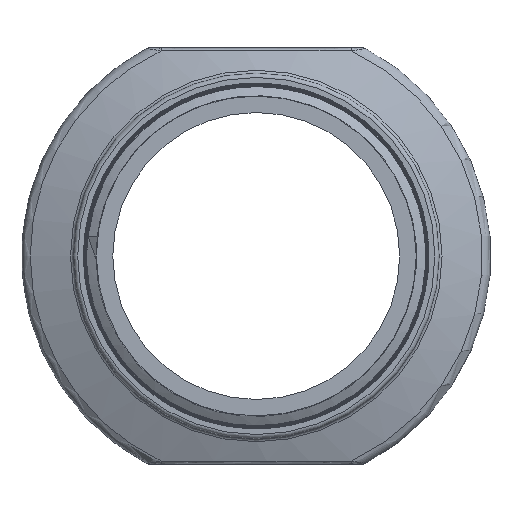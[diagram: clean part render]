
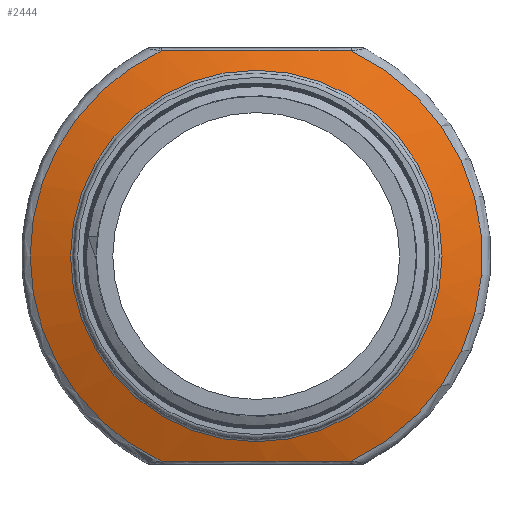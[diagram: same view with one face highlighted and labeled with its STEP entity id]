
A CAD part, left-side view. The second image highlights one B-rep face of the part: STEP entity #2444.
In plain terms, the highlighted conical face has half-angle 70 degrees and reference radius 36.957 mm.
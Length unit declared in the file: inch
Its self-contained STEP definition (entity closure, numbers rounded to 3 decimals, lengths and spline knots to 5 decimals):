
#144=CARTESIAN_POINT('',(-0.24355,-0.66345,-1.42931));
#145=VERTEX_POINT('',#144);
#153=CARTESIAN_POINT('',(-0.24355,0.66345,-1.42931));
#154=VERTEX_POINT('',#153);
#155=CARTESIAN_POINT('',(-0.24355,-0.66345,-1.42931));
#156=CARTESIAN_POINT('',(-0.28173,-0.41299,-1.42993));
#157=CARTESIAN_POINT('',(-0.31613,0.0319,-1.43067));
#158=CARTESIAN_POINT('',(-0.27219,0.47561,-1.42977));
#159=CARTESIAN_POINT('',(-0.24355,0.66345,-1.42931));
#160=B_SPLINE_CURVE_WITH_KNOTS('',3,(#155,#156,#157,#158,#159),.UNSPECIFIED.,.F.,.U.,(4,1,4),(-3.36074,-1.44032,0.0),.UNSPECIFIED.);
#161=EDGE_CURVE('',#145,#154,#160,.T.);
#427=CARTESIAN_POINT('',(-0.24355,-0.66345,1.42931));
#428=VERTEX_POINT('',#427);
#438=CARTESIAN_POINT('',(-0.24355,0.0,0.));
#439=DIRECTION('',(1.0,0.0,0.0));
#440=DIRECTION('',(0.0,-1.0,0.0));
#441=AXIS2_PLACEMENT_3D('',#438,#439,#440);
#442=CIRCLE('',#441,1.57578);
#443=EDGE_CURVE('',#428,#145,#442,.T.);
#1023=CARTESIAN_POINT('',(-0.24355,0.66345,1.42931));
#1024=VERTEX_POINT('',#1023);
#1032=CARTESIAN_POINT('',(-0.24355,0.66345,1.42931));
#1033=CARTESIAN_POINT('',(-0.28173,0.41299,1.42993));
#1034=CARTESIAN_POINT('',(-0.31613,-0.0319,1.43067));
#1035=CARTESIAN_POINT('',(-0.27219,-0.47561,1.42977));
#1036=CARTESIAN_POINT('',(-0.24355,-0.66345,1.42931));
#1037=B_SPLINE_CURVE_WITH_KNOTS('',3,(#1032,#1033,#1034,#1035,#1036),.UNSPECIFIED.,.F.,.U.,(4,1,4),(-3.36074,-1.44032,0.0),.UNSPECIFIED.);
#1038=EDGE_CURVE('',#1024,#428,#1037,.T.);
#1272=CARTESIAN_POINT('',(-0.24355,0.0,0.));
#1273=DIRECTION('',(1.0,0.0,0.0));
#1274=DIRECTION('',(0.0,1.0,0.0));
#1275=AXIS2_PLACEMENT_3D('',#1272,#1273,#1274);
#1276=CIRCLE('',#1275,1.57578);
#1277=EDGE_CURVE('',#154,#1024,#1276,.T.);
#2398=CARTESIAN_POINT('',(-0.34584,1.29474,0.));
#2399=VERTEX_POINT('',#2398);
#2400=CARTESIAN_POINT('',(-0.34584,0.0,0.));
#2401=DIRECTION('',(-1.0,0.0,0.0));
#2402=DIRECTION('',(0.0,-1.0,0.0));
#2403=AXIS2_PLACEMENT_3D('',#2400,#2401,#2402);
#2404=CIRCLE('',#2403,1.29474);
#2405=EDGE_CURVE('',#2399,#2399,#2404,.T.);
#2430=CARTESIAN_POINT('',(-0.28751,0.0,0.0));
#2431=DIRECTION('',(1.0,0.0,0.0));
#2432=DIRECTION('',(0.0,1.0,0.0));
#2433=AXIS2_PLACEMENT_3D('',#2430,#2431,#2432);
#2434=CONICAL_SURFACE('',#2433,1.455,70.);
#2435=ORIENTED_EDGE('',*,*,#161,.F.);
#2436=ORIENTED_EDGE('',*,*,#443,.F.);
#2437=ORIENTED_EDGE('',*,*,#1038,.F.);
#2438=ORIENTED_EDGE('',*,*,#1277,.F.);
#2439=EDGE_LOOP('',(#2435,#2436,#2437,#2438));
#2440=FACE_OUTER_BOUND('',#2439,.T.);
#2441=ORIENTED_EDGE('',*,*,#2405,.F.);
#2442=EDGE_LOOP('',(#2441));
#2443=FACE_BOUND('',#2442,.T.);
#2444=ADVANCED_FACE('',(#2440,#2443),#2434,.T.);
